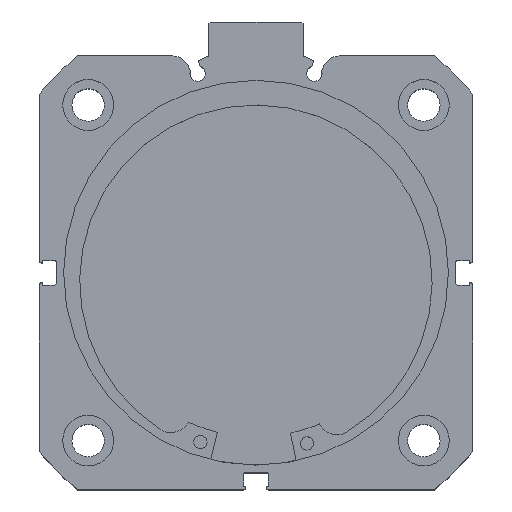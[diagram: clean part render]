
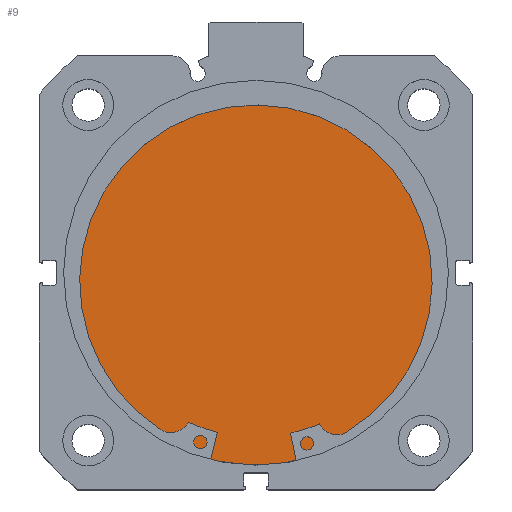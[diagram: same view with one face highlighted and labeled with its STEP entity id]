
A CAD part, top view. The second image highlights one B-rep face of the part: STEP entity #9.
In plain terms, the highlighted face is planar.
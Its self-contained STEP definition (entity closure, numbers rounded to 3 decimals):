
#9 = ADVANCED_FACE ( 'NONE', ( #4641 ), #1804, .F. ) ;
#1344 = AXIS2_PLACEMENT_3D ( 'NONE', #1909, #1919, #1918 ) ;
#1415 = AXIS2_PLACEMENT_3D ( 'NONE', #5907, #5908, #5909 ) ;
#1432 = AXIS2_PLACEMENT_3D ( 'NONE', #5969, #5976, #5977 ) ;
#1637 = VERTEX_POINT ( 'NONE', #3821 ) ;
#1734 = VERTEX_POINT ( 'NONE', #4277 ) ;
#1804 = PLANE ( 'NONE',  #1344 ) ;
#1909 = CARTESIAN_POINT ( 'NONE',  ( 13., 51., 0. ) ) ;
#1918 = DIRECTION ( 'NONE',  ( 0., 0., 1. ) ) ;
#1919 = DIRECTION ( 'NONE',  ( -1., 0., 0. ) ) ;
#2377 = EDGE_LOOP ( 'NONE', ( #3278, #2889 ) ) ;
#2889 = ORIENTED_EDGE ( 'NONE', *, *, #4744, .F. ) ;
#3278 = ORIENTED_EDGE ( 'NONE', *, *, #4721, .F. ) ;
#3821 = CARTESIAN_POINT ( 'NONE',  ( 13., 0., 51. ) ) ;
#4277 = CARTESIAN_POINT ( 'NONE',  ( 13., 0., -51. ) ) ;
#4641 = FACE_OUTER_BOUND ( 'NONE', #2377, .T. ) ;
#4721 = EDGE_CURVE ( 'NONE', #1637, #1734, #6784, .T. ) ;
#4744 = EDGE_CURVE ( 'NONE', #1734, #1637, #6815, .T. ) ;
#5907 = CARTESIAN_POINT ( 'NONE',  ( 13., 0., 0. ) ) ;
#5908 = DIRECTION ( 'NONE',  ( -1., 0., 0. ) ) ;
#5909 = DIRECTION ( 'NONE',  ( 0., 0., 1. ) ) ;
#5969 = CARTESIAN_POINT ( 'NONE',  ( 13., 0., 0. ) ) ;
#5976 = DIRECTION ( 'NONE',  ( -1., 0., 0. ) ) ;
#5977 = DIRECTION ( 'NONE',  ( 0., 0., 1. ) ) ;
#6784 = CIRCLE ( 'NONE', #1415, 51. ) ;
#6815 = CIRCLE ( 'NONE', #1432, 51. ) ;
